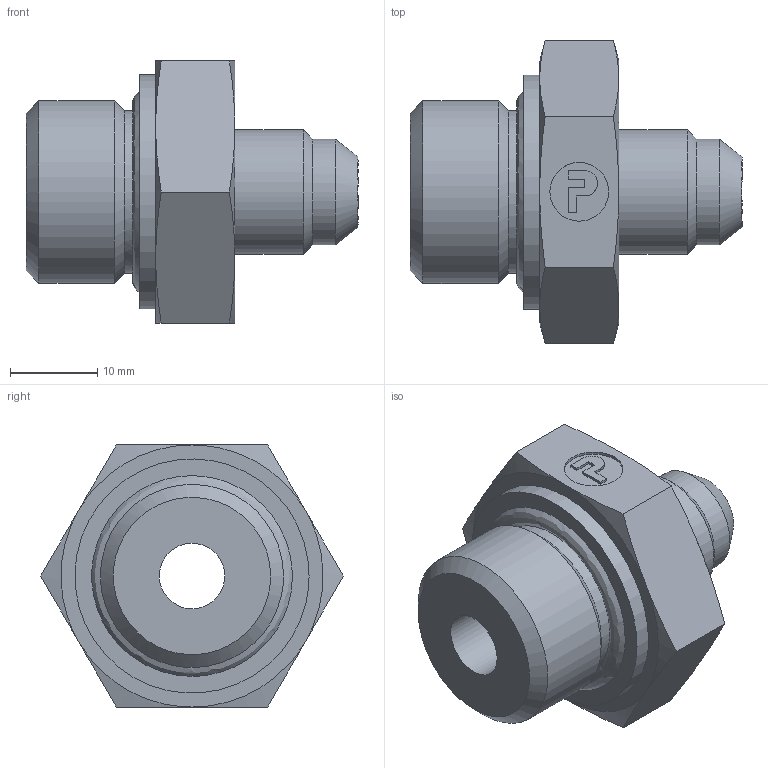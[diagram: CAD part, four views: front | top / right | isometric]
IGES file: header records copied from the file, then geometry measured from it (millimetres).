
Global section: file name: EO_Male_stud_connector_6_8F4OMXS; native system: Autodesk Inventor 2016; preprocessor: unknown; author: ng28170; date: 20170823.121743; units: millimetre
Bounding box: 38 x 34.64 x 30 mm (x, y, z)
Volume: 12621.6 mm3; surface area: 4856.5 mm2
Topology: 1 solids, 1 shells, 79 faces, 186 edges, 118 vertices
Faces by surface type: bspline 79
